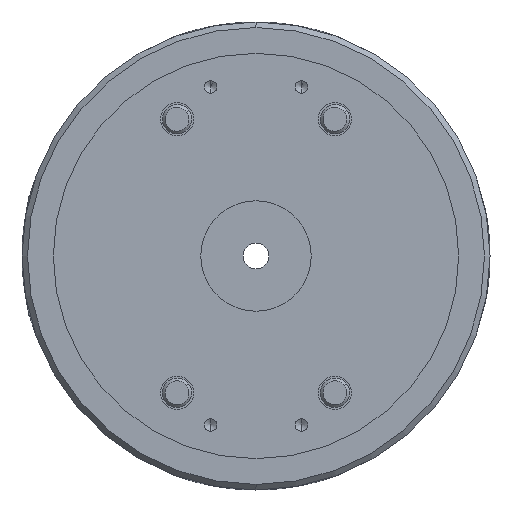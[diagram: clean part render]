
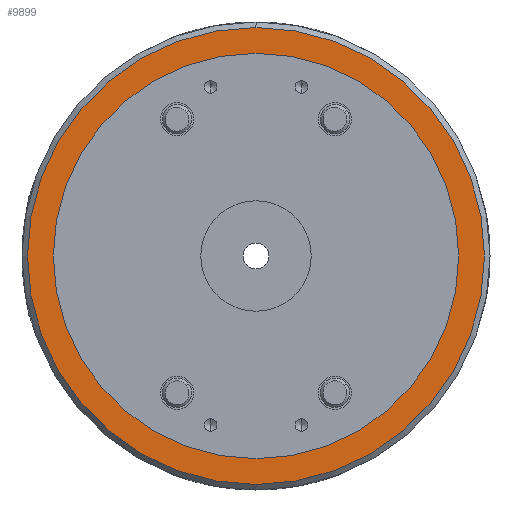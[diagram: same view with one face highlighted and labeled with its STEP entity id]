
A CAD part, left-side view. The second image highlights one B-rep face of the part: STEP entity #9899.
In plain terms, the highlighted planar face has unit normal (-1, 0, 0).
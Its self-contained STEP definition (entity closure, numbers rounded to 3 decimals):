
#11 = DIRECTION ( 'NONE',  ( 0., 0., 1. ) ) ;
#372 = FACE_OUTER_BOUND ( 'NONE', #4571, .T. ) ;
#387 = CARTESIAN_POINT ( 'NONE',  ( 0., 0., 124. ) ) ;
#502 = CARTESIAN_POINT ( 'NONE',  ( 0., 0., 0. ) ) ;
#602 = DIRECTION ( 'NONE',  ( 0., 0., 1. ) ) ;
#862 = EDGE_CURVE ( 'NONE', #3119, #4724, #9047, .T. ) ;
#1392 = DIRECTION ( 'NONE',  ( 0., 0., -1. ) ) ;
#2048 = CIRCLE ( 'NONE', #10191, 124. ) ;
#2105 = DIRECTION ( 'NONE',  ( 0., 0., -1. ) ) ;
#2910 = EDGE_LOOP ( 'NONE', ( #3703, #6276 ) ) ;
#3113 = CARTESIAN_POINT ( 'NONE',  ( 0., 0., -124. ) ) ;
#3119 = VERTEX_POINT ( 'NONE', #4233 ) ;
#3354 = DIRECTION ( 'NONE',  ( -1., 0., 0. ) ) ;
#3401 = EDGE_CURVE ( 'NONE', #10017, #9062, #2048, .T. ) ;
#3515 = AXIS2_PLACEMENT_3D ( 'NONE', #10753, #5374, #11 ) ;
#3703 = ORIENTED_EDGE ( 'NONE', *, *, #862, .F. ) ;
#4233 = CARTESIAN_POINT ( 'NONE',  ( 0., 0., 110. ) ) ;
#4571 = EDGE_LOOP ( 'NONE', ( #8084, #6023 ) ) ;
#4700 = EDGE_CURVE ( 'NONE', #4724, #3119, #8071, .T. ) ;
#4724 = VERTEX_POINT ( 'NONE', #6843 ) ;
#5088 = AXIS2_PLACEMENT_3D ( 'NONE', #11353, #5979, #602 ) ;
#5374 = DIRECTION ( 'NONE',  ( -1., 0., 0. ) ) ;
#5979 = DIRECTION ( 'NONE',  ( -1., 0., 0. ) ) ;
#6022 = CIRCLE ( 'NONE', #8638, 124. ) ;
#6023 = ORIENTED_EDGE ( 'NONE', *, *, #7464, .T. ) ;
#6276 = ORIENTED_EDGE ( 'NONE', *, *, #4700, .F. ) ;
#6778 = DIRECTION ( 'NONE',  ( -1., 0., 0. ) ) ;
#6843 = CARTESIAN_POINT ( 'NONE',  ( 0., 0., -110. ) ) ;
#6979 = AXIS2_PLACEMENT_3D ( 'NONE', #11059, #7493, #2105 ) ;
#7464 = EDGE_CURVE ( 'NONE', #9062, #10017, #6022, .T. ) ;
#7493 = DIRECTION ( 'NONE',  ( 1., 0., 0. ) ) ;
#7528 = FACE_BOUND ( 'NONE', #2910, .T. ) ;
#8071 = CIRCLE ( 'NONE', #5088, 110. ) ;
#8084 = ORIENTED_EDGE ( 'NONE', *, *, #3401, .T. ) ;
#8638 = AXIS2_PLACEMENT_3D ( 'NONE', #502, #6778, #1392 ) ;
#8744 = CARTESIAN_POINT ( 'NONE',  ( 0., 0., 0. ) ) ;
#9047 = CIRCLE ( 'NONE', #3515, 110. ) ;
#9062 = VERTEX_POINT ( 'NONE', #387 ) ;
#9263 = PLANE ( 'NONE',  #6979 ) ;
#9651 = DIRECTION ( 'NONE',  ( 0., 0., -1. ) ) ;
#9899 = ADVANCED_FACE ( 'NONE', ( #372, #7528 ), #9263, .F. ) ;
#10017 = VERTEX_POINT ( 'NONE', #3113 ) ;
#10191 = AXIS2_PLACEMENT_3D ( 'NONE', #8744, #3354, #9651 ) ;
#10753 = CARTESIAN_POINT ( 'NONE',  ( 0., 0., 0. ) ) ;
#11059 = CARTESIAN_POINT ( 'NONE',  ( 0., 110., 0. ) ) ;
#11353 = CARTESIAN_POINT ( 'NONE',  ( 0., 0., 0. ) ) ;
